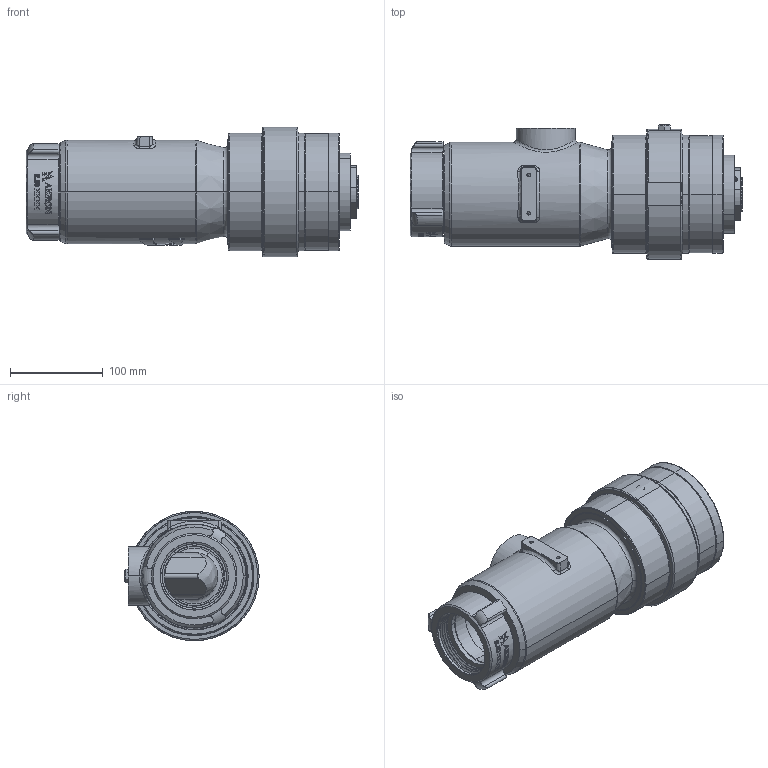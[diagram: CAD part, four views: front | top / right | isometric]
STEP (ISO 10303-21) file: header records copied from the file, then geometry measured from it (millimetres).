
FILE_DESCRIPTION((''),'2;1');
FILE_NAME('4039_2_5_MANUAL_W_O_ELB','2016-10-27T',('sobrien2'),(''),'CREO PARAMETRIC BY PTC INC, 2015290','CREO PARAMETRIC BY PTC INC, 2015290','');
FILE_SCHEMA(('CONFIG_CONTROL_DESIGN'));
Products named in the file (1): 4039_2_5_MANUAL_W_O_ELB
Bounding box: 357.71 x 144.58 x 139.7 mm (x, y, z)
Surface area: 533135.4 mm2 (no closed solid volume)
Topology: 0 solids, 53 shells, 662 faces, 2276 edges, 1667 vertices
Faces by surface type: cylinder 310, plane 119, bspline 93, cone 81, torus 57, sphere 2
Entity records: 57998 total; most frequent: CARTESIAN_POINT 40539, ORIENTED_EDGE 3591, DIRECTION 3019, EDGE_CURVE 2270, VERTEX_POINT 1667, AXIS2_PLACEMENT_3D 1191, B_SPLINE_CURVE_WITH_KNOTS 1011, EDGE_LOOP 733
